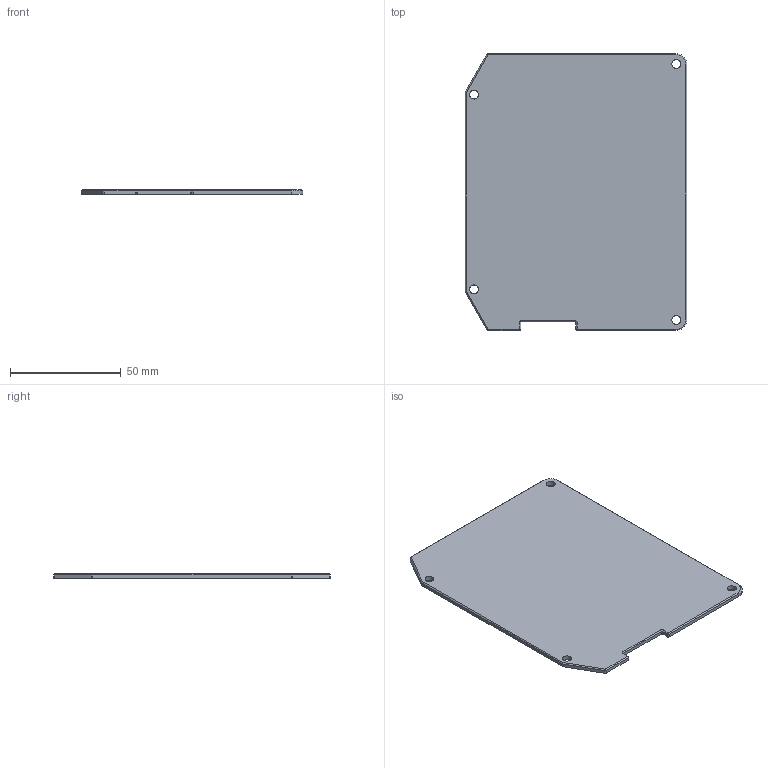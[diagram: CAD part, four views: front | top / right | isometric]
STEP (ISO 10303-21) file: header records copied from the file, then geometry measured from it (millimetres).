
FILE_DESCRIPTION(/* description */ (''),/* implementation_level */ '2;1');
FILE_NAME(/* name */ 'BP_EBox_Lid.stp',/* time_stamp */ '2023-04-16T23:23:52-04:00',/* author */ (''),/* organization */ (''),/* preprocessor_version */ 'ST-DEVELOPER v18.102',/* originating_system */ 'SIEMENS PLM Software NX2206.6002',/* authorisation */ '');
FILE_SCHEMA (('AUTOMOTIVE_DESIGN { 1 0 10303 214 3 1 1 1 }'));
Length unit declared in the file: millimetre
Products named in the file (1): BP_EBox_Lid
Bounding box: 100 x 125 x 2 mm (x, y, z)
Volume: 24273.2 mm3; surface area: 25175.5 mm2
Topology: 1 solids, 1 shells, 46 faces, 112 edges, 66 vertices
Faces by surface type: plane 22, cylinder 14, cone 10
Full cylindrical faces by diameter (mm): 4 x4
Entity records: 1334 total; most frequent: DIRECTION 236, CARTESIAN_POINT 219, ORIENTED_EDGE 212, EDGE_CURVE 106, AXIS2_PLACEMENT_3D 83, LINE 70, VECTOR 70, VERTEX_POINT 66
